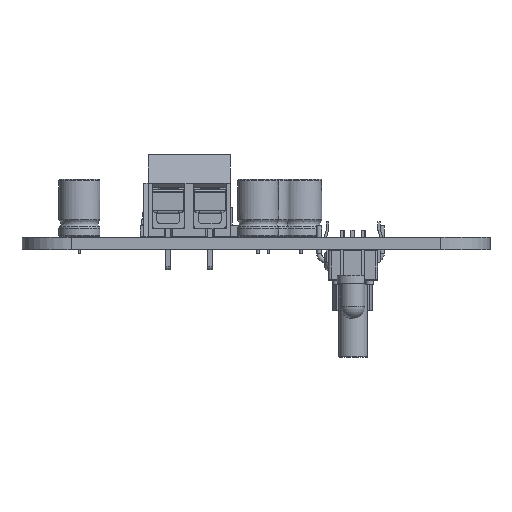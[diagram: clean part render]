
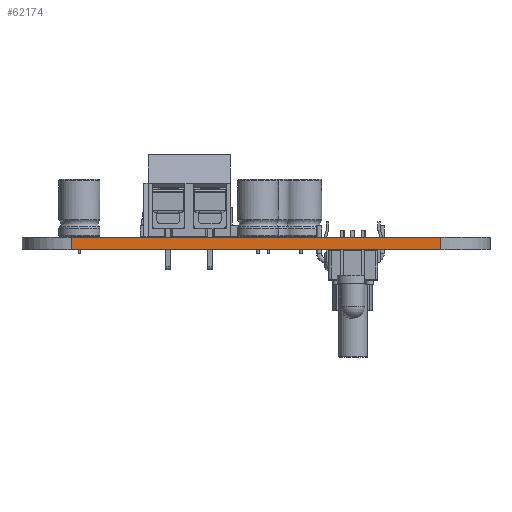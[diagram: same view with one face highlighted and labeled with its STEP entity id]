
A CAD part, front view. The second image highlights one B-rep face of the part: STEP entity #62174.
In plain terms, the highlighted planar face has unit normal (0, -1, 0).
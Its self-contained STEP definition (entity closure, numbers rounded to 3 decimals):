
#60447 = VERTEX_POINT('',#60448);
#60448 = CARTESIAN_POINT('',(55.,-119.,0.));
#60455 = EDGE_CURVE('',#60456,#60447,#60458,.T.);
#60456 = VERTEX_POINT('',#60457);
#60457 = CARTESIAN_POINT('',(100.,-119.,0.));
#60458 = LINE('',#60459,#60460);
#60459 = CARTESIAN_POINT('',(100.,-119.,0.));
#60460 = VECTOR('',#60461,1.);
#60461 = DIRECTION('',(-1.,0.,0.));
#61297 = VERTEX_POINT('',#61298);
#61298 = CARTESIAN_POINT('',(55.,-119.,1.51));
#61305 = EDGE_CURVE('',#61306,#61297,#61308,.T.);
#61306 = VERTEX_POINT('',#61307);
#61307 = CARTESIAN_POINT('',(100.,-119.,1.51));
#61308 = LINE('',#61309,#61310);
#61309 = CARTESIAN_POINT('',(100.,-119.,1.51));
#61310 = VECTOR('',#61311,1.);
#61311 = DIRECTION('',(-1.,0.,0.));
#62146 = EDGE_CURVE('',#60456,#61306,#62147,.T.);
#62147 = LINE('',#62148,#62149);
#62148 = CARTESIAN_POINT('',(100.,-119.,0.));
#62149 = VECTOR('',#62150,1.);
#62150 = DIRECTION('',(0.,0.,1.));
#62174 = ADVANCED_FACE('',(#62175),#62186,.T.);
#62175 = FACE_BOUND('',#62176,.T.);
#62176 = EDGE_LOOP('',(#62177,#62178,#62179,#62185));
#62177 = ORIENTED_EDGE('',*,*,#62146,.T.);
#62178 = ORIENTED_EDGE('',*,*,#61305,.T.);
#62179 = ORIENTED_EDGE('',*,*,#62180,.F.);
#62180 = EDGE_CURVE('',#60447,#61297,#62181,.T.);
#62181 = LINE('',#62182,#62183);
#62182 = CARTESIAN_POINT('',(55.,-119.,0.));
#62183 = VECTOR('',#62184,1.);
#62184 = DIRECTION('',(0.,0.,1.));
#62185 = ORIENTED_EDGE('',*,*,#60455,.F.);
#62186 = PLANE('',#62187);
#62187 = AXIS2_PLACEMENT_3D('',#62188,#62189,#62190);
#62188 = CARTESIAN_POINT('',(100.,-119.,0.));
#62189 = DIRECTION('',(0.,-1.,0.));
#62190 = DIRECTION('',(-1.,0.,0.));
